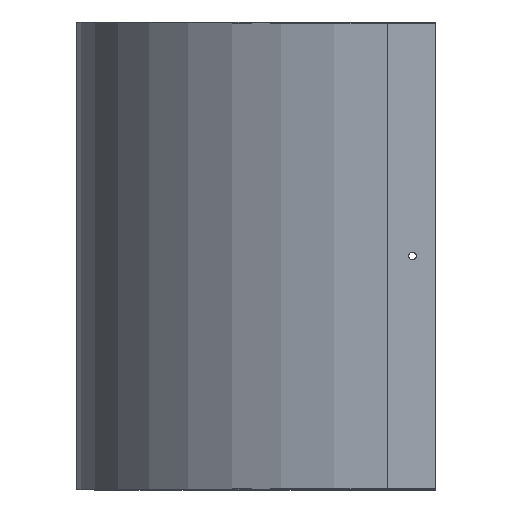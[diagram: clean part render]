
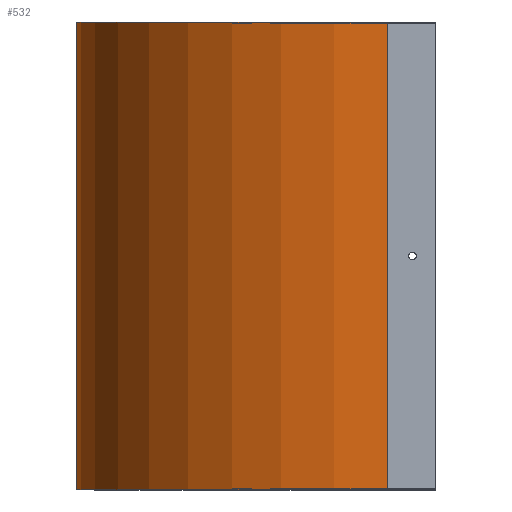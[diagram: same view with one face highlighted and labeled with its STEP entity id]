
A CAD part, left-side view. The second image highlights one B-rep face of the part: STEP entity #532.
In plain terms, the highlighted cylindrical face has radius 200.8 mm (diameter 401.6 mm), a partial arc.
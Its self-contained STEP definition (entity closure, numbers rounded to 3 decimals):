
#29 = DIRECTION ( 'NONE',  ( 0., 0., 1. ) ) ;
#43 = DIRECTION ( 'NONE',  ( 1., 0., 0. ) ) ;
#44 = CARTESIAN_POINT ( 'NONE',  ( 200., 31., -301.2 ) ) ;
#107 = ORIENTED_EDGE ( 'NONE', *, *, #477, .T. ) ;
#196 = ORIENTED_EDGE ( 'NONE', *, *, #502, .F. ) ;
#209 = ORIENTED_EDGE ( 'NONE', *, *, #523, .F. ) ;
#242 = EDGE_LOOP ( 'NONE', ( #107, #196, #209, #326 ) ) ;
#258 = CIRCLE ( 'NONE', #463, 200.8 ) ;
#296 = VERTEX_POINT ( 'NONE', #588 ) ;
#297 = VERTEX_POINT ( 'NONE', #575 ) ;
#313 = VERTEX_POINT ( 'NONE', #622 ) ;
#323 = VERTEX_POINT ( 'NONE', #629 ) ;
#326 = ORIENTED_EDGE ( 'NONE', *, *, #525, .T. ) ;
#354 = CYLINDRICAL_SURFACE ( 'NONE', #434, 200.8 ) ;
#360 = FACE_OUTER_BOUND ( 'NONE', #242, .T. ) ;
#368 = VECTOR ( 'NONE', #648, 1000. ) ;
#371 = LINE ( 'NONE', #652, #368 ) ;
#374 = CIRCLE ( 'NONE', #453, 200.8 ) ;
#394 = VECTOR ( 'NONE', #651, 1000. ) ;
#395 = LINE ( 'NONE', #653, #394 ) ;
#434 = AXIS2_PLACEMENT_3D ( 'NONE', #44, #29, #43 ) ;
#453 = AXIS2_PLACEMENT_3D ( 'NONE', #659, #657, #654 ) ;
#463 = AXIS2_PLACEMENT_3D ( 'NONE', #595, #594, #593 ) ;
#477 = EDGE_CURVE ( 'NONE', #323, #297, #258, .T. ) ;
#502 = EDGE_CURVE ( 'NONE', #313, #297, #395, .T. ) ;
#523 = EDGE_CURVE ( 'NONE', #296, #313, #374, .T. ) ;
#525 = EDGE_CURVE ( 'NONE', #296, #323, #371, .T. ) ;
#532 = ADVANCED_FACE ( 'NONE', ( #360 ), #354, .T. ) ;
#575 = CARTESIAN_POINT ( 'NONE',  ( 200., 231.8, 0.8 ) ) ;
#588 = CARTESIAN_POINT ( 'NONE',  ( -0.8, 31., -301.2 ) ) ;
#593 = DIRECTION ( 'NONE',  ( 1., 0., 0. ) ) ;
#594 = DIRECTION ( 'NONE',  ( 0., 0., -1. ) ) ;
#595 = CARTESIAN_POINT ( 'NONE',  ( 200., 31., 0.8 ) ) ;
#622 = CARTESIAN_POINT ( 'NONE',  ( 200., 231.8, -301.2 ) ) ;
#629 = CARTESIAN_POINT ( 'NONE',  ( -0.8, 31., 0.8 ) ) ;
#648 = DIRECTION ( 'NONE',  ( 0., 0., 1. ) ) ;
#651 = DIRECTION ( 'NONE',  ( 0., 0., 1. ) ) ;
#652 = CARTESIAN_POINT ( 'NONE',  ( -0.8, 31., -301.2 ) ) ;
#653 = CARTESIAN_POINT ( 'NONE',  ( 200., 231.8, -301.2 ) ) ;
#654 = DIRECTION ( 'NONE',  ( 1., 0., 0. ) ) ;
#657 = DIRECTION ( 'NONE',  ( 0., 0., -1. ) ) ;
#659 = CARTESIAN_POINT ( 'NONE',  ( 200., 31., -301.2 ) ) ;
